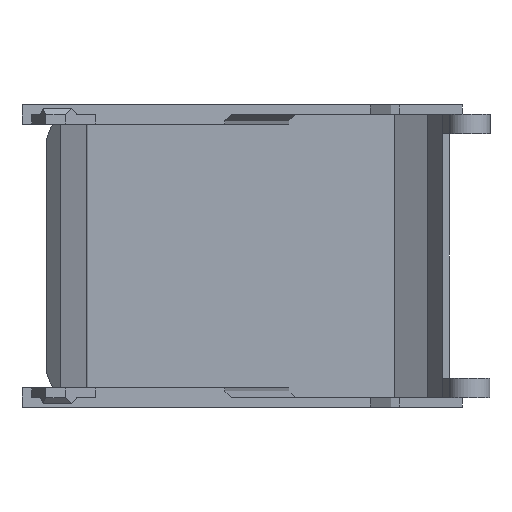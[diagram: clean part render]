
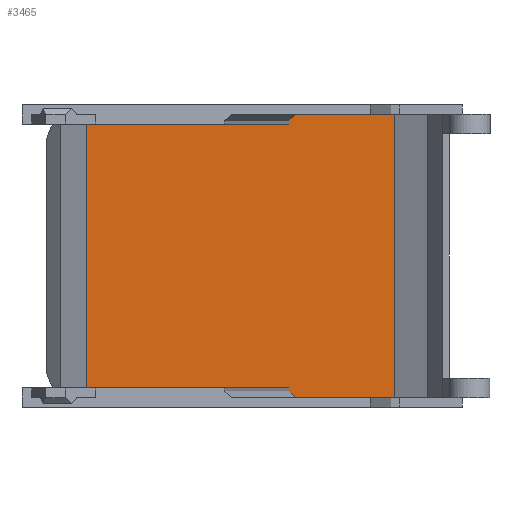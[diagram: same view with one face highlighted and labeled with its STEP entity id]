
A CAD part, front view. The second image highlights one B-rep face of the part: STEP entity #3465.
In plain terms, the highlighted planar face has unit normal (0, -1, 0).
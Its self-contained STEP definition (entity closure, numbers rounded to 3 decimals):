
#188 = LINE ( 'NONE', #1808, #11820 ) ;
#255 = VERTEX_POINT ( 'NONE', #1159 ) ;
#266 = LINE ( 'NONE', #11211, #8703 ) ;
#558 = VECTOR ( 'NONE', #4846, 1000. ) ;
#767 = VERTEX_POINT ( 'NONE', #6981 ) ;
#1110 = DIRECTION ( 'NONE',  ( -1., 0., 0. ) ) ;
#1159 = CARTESIAN_POINT ( 'NONE',  ( 0.147, 74.656, 44. ) ) ;
#1248 = ORIENTED_EDGE ( 'NONE', *, *, #10725, .F. ) ;
#1292 = VERTEX_POINT ( 'NONE', #10910 ) ;
#1299 = VERTEX_POINT ( 'NONE', #6365 ) ;
#1590 = DIRECTION ( 'NONE',  ( -1., 0., 0. ) ) ;
#1697 = DIRECTION ( 'NONE',  ( 0., 0., 1. ) ) ;
#1733 = AXIS2_PLACEMENT_3D ( 'NONE', #6614, #11154, #5537 ) ;
#1808 = CARTESIAN_POINT ( 'NONE',  ( 16.582, 74.656, 30.023 ) ) ;
#1933 = CARTESIAN_POINT ( 'NONE',  ( 31.403, 74.656, 45.5 ) ) ;
#1937 = CARTESIAN_POINT ( 'NONE',  ( -6.912, 74.656, 39.924 ) ) ;
#1963 = ORIENTED_EDGE ( 'NONE', *, *, #3383, .T. ) ;
#2033 = ORIENTED_EDGE ( 'NONE', *, *, #9522, .F. ) ;
#2784 = VECTOR ( 'NONE', #11751, 1000. ) ;
#2828 = CARTESIAN_POINT ( 'NONE',  ( 0.147, 74.656, 3. ) ) ;
#3056 = LINE ( 'NONE', #4075, #10495 ) ;
#3118 = CARTESIAN_POINT ( 'NONE',  ( 47.823, 74.656, 1.5 ) ) ;
#3383 = EDGE_CURVE ( 'NONE', #11246, #255, #3560, .T. ) ;
#3465 = ADVANCED_FACE ( 'NONE', ( #8162 ), #10075, .T. ) ;
#3560 = LINE ( 'NONE', #10858, #5740 ) ;
#3862 = EDGE_CURVE ( 'NONE', #5619, #11513, #7425, .T. ) ;
#3939 = VECTOR ( 'NONE', #11240, 1000. ) ;
#4037 = VERTEX_POINT ( 'NONE', #3118 ) ;
#4044 = CARTESIAN_POINT ( 'NONE',  ( 32.427, 74.656, 1.5 ) ) ;
#4075 = CARTESIAN_POINT ( 'NONE',  ( 0., 74.656, 45.5 ) ) ;
#4414 = EDGE_CURVE ( 'NONE', #5619, #1299, #7593, .T. ) ;
#4834 = CARTESIAN_POINT ( 'NONE',  ( 31.403, 74.656, 1.5 ) ) ;
#4846 = DIRECTION ( 'NONE',  ( 0., 0., -1. ) ) ;
#5537 = DIRECTION ( 'NONE',  ( 1., 0., 0. ) ) ;
#5619 = VERTEX_POINT ( 'NONE', #9384 ) ;
#5740 = VECTOR ( 'NONE', #1590, 1000. ) ;
#6001 = VERTEX_POINT ( 'NONE', #9019 ) ;
#6365 = CARTESIAN_POINT ( 'NONE',  ( 31.403, 74.656, 3. ) ) ;
#6614 = CARTESIAN_POINT ( 'NONE',  ( 0., 74.656, 47. ) ) ;
#6646 = EDGE_CURVE ( 'NONE', #1292, #6001, #188, .T. ) ;
#6745 = ORIENTED_EDGE ( 'NONE', *, *, #3862, .T. ) ;
#6940 = EDGE_CURVE ( 'NONE', #8214, #255, #9942, .T. ) ;
#6981 = CARTESIAN_POINT ( 'NONE',  ( 47.823, 74.656, 45.5 ) ) ;
#7058 = EDGE_CURVE ( 'NONE', #6001, #11246, #7366, .T. ) ;
#7238 = EDGE_CURVE ( 'NONE', #767, #1292, #3056, .T. ) ;
#7366 = LINE ( 'NONE', #1933, #558 ) ;
#7381 = LINE ( 'NONE', #8160, #2784 ) ;
#7425 = LINE ( 'NONE', #1937, #8033 ) ;
#7593 = LINE ( 'NONE', #4834, #3939 ) ;
#8033 = VECTOR ( 'NONE', #11024, 1000. ) ;
#8160 = CARTESIAN_POINT ( 'NONE',  ( 0., 74.656, 3. ) ) ;
#8162 = FACE_OUTER_BOUND ( 'NONE', #8688, .T. ) ;
#8214 = VERTEX_POINT ( 'NONE', #2828 ) ;
#8476 = ORIENTED_EDGE ( 'NONE', *, *, #6646, .T. ) ;
#8660 = VECTOR ( 'NONE', #9150, 1000. ) ;
#8688 = EDGE_LOOP ( 'NONE', ( #9681, #8476, #9922, #1963, #9385, #11253, #9002, #6745, #1248, #2033 ) ) ;
#8703 = VECTOR ( 'NONE', #1110, 1000. ) ;
#8809 = LINE ( 'NONE', #10948, #8660 ) ;
#9002 = ORIENTED_EDGE ( 'NONE', *, *, #4414, .F. ) ;
#9019 = CARTESIAN_POINT ( 'NONE',  ( 31.403, 74.656, 44.5 ) ) ;
#9145 = VECTOR ( 'NONE', #1697, 1000. ) ;
#9150 = DIRECTION ( 'NONE',  ( 0., 0., -1. ) ) ;
#9276 = DIRECTION ( 'NONE',  ( -0.715, 0., -0.699 ) ) ;
#9384 = CARTESIAN_POINT ( 'NONE',  ( 31.403, 74.656, 2.5 ) ) ;
#9385 = ORIENTED_EDGE ( 'NONE', *, *, #6940, .F. ) ;
#9522 = EDGE_CURVE ( 'NONE', #767, #4037, #8809, .T. ) ;
#9681 = ORIENTED_EDGE ( 'NONE', *, *, #7238, .T. ) ;
#9761 = CARTESIAN_POINT ( 'NONE',  ( 0.147, 74.656, 47. ) ) ;
#9922 = ORIENTED_EDGE ( 'NONE', *, *, #7058, .T. ) ;
#9942 = LINE ( 'NONE', #9761, #9145 ) ;
#10075 = PLANE ( 'NONE',  #1733 ) ;
#10351 = DIRECTION ( 'NONE',  ( -1., 0., 0. ) ) ;
#10495 = VECTOR ( 'NONE', #10351, 1000. ) ;
#10560 = EDGE_CURVE ( 'NONE', #1299, #8214, #7381, .T. ) ;
#10725 = EDGE_CURVE ( 'NONE', #4037, #11513, #266, .T. ) ;
#10858 = CARTESIAN_POINT ( 'NONE',  ( 0., 74.656, 44. ) ) ;
#10910 = CARTESIAN_POINT ( 'NONE',  ( 32.427, 74.656, 45.5 ) ) ;
#10948 = CARTESIAN_POINT ( 'NONE',  ( 47.823, 74.656, 47. ) ) ;
#11024 = DIRECTION ( 'NONE',  ( 0.715, 0., -0.699 ) ) ;
#11154 = DIRECTION ( 'NONE',  ( 0., -1., 0. ) ) ;
#11211 = CARTESIAN_POINT ( 'NONE',  ( 0., 74.656, 1.5 ) ) ;
#11240 = DIRECTION ( 'NONE',  ( 0., 0., 1. ) ) ;
#11246 = VERTEX_POINT ( 'NONE', #11368 ) ;
#11253 = ORIENTED_EDGE ( 'NONE', *, *, #10560, .F. ) ;
#11368 = CARTESIAN_POINT ( 'NONE',  ( 31.403, 74.656, 44. ) ) ;
#11513 = VERTEX_POINT ( 'NONE', #4044 ) ;
#11751 = DIRECTION ( 'NONE',  ( -1., 0., 0. ) ) ;
#11820 = VECTOR ( 'NONE', #9276, 1000. ) ;
